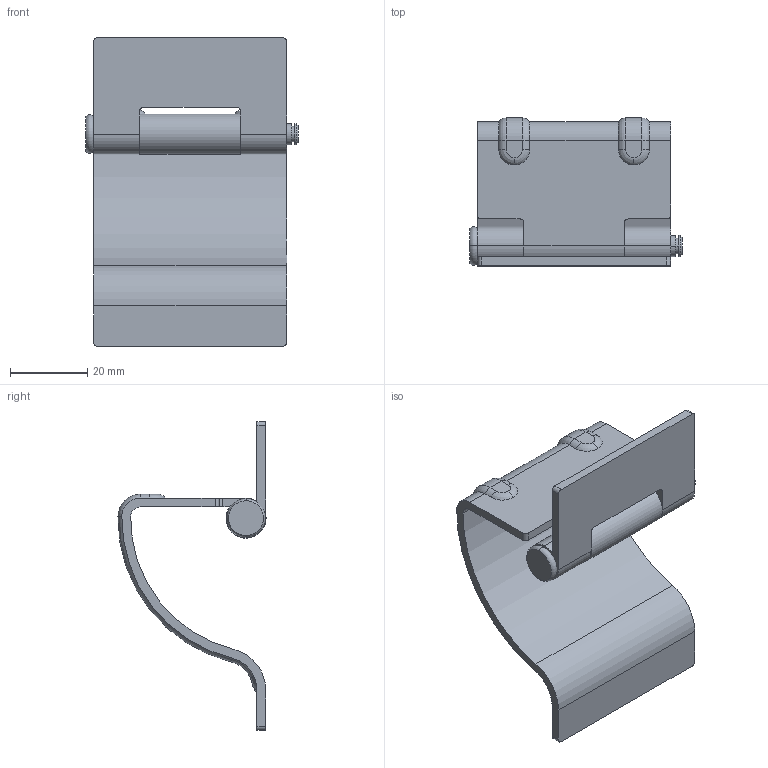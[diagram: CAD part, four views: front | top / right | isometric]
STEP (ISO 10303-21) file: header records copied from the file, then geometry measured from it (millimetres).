
FILE_DESCRIPTION (( 'STEP AP203' ), '1' );
FILE_NAME ('sone3D.STEP', '2015-06-23T01:37:14', ( '' ), ( '' ), 'SwSTEP 2.0', 'SolidWorks 2012', '' );
FILE_SCHEMA (( 'CONFIG_CONTROL_DESIGN' ));
Length unit declared in the file: millimetre
Products named in the file (4): sone3D; B-8-2ヒンジB_; B-8-2ヒンジA_; B-8-2軸_
Assembly tree (3 placements, depth 2):
  sone3D
    B-8-2軸_
    B-8-2ヒンジA_
    B-8-2ヒンジB_
Bounding box: 55 x 38.39 x 80 mm (x, y, z)
Volume: 19105.6 mm3; surface area: 16873.1 mm2
Topology: 3 solids, 3 shells, 105 faces, 258 edges, 162 vertices
Faces by surface type: cylinder 51, plane 26, torus 18, bspline 8, cone 2
Entity records: 3834 total; most frequent: CARTESIAN_POINT 861, DIRECTION 594, ORIENTED_EDGE 516, EDGE_CURVE 258, AXIS2_PLACEMENT_3D 245, VERTEX_POINT 162, CIRCLE 142, EDGE_LOOP 114
